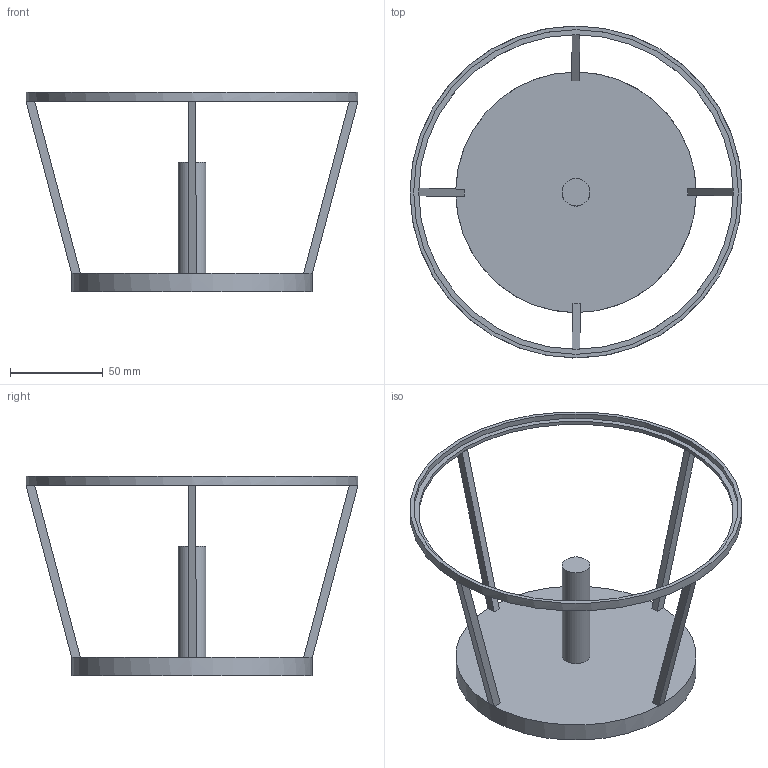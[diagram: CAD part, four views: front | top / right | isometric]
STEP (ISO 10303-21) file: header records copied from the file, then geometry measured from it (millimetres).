
FILE_DESCRIPTION(/* description */ ('','CAx-IF Rec.Pracs.---Representation and Presentation of Product Manufacturing Information (PMI)---4.0---2014-10-13'),/* implementation_level */ '2;1');
FILE_NAME(/* name */ 'base_and_support v3.step',/* time_stamp */ '2025-03-03T00:51:02+13:00',/* author */ (''),/* organization */ (''),/* preprocessor_version */ 'ST-DEVELOPER v20',/* originating_system */ 'Autodesk Translation Framework v13.20.0.188',/* authorisation */ '');
FILE_SCHEMA (('AP242_MANAGED_MODEL_BASED_3D_ENGINEERING_MIM_LF { 1 0 10303 442 1 1 4 }'));
Length unit declared in the file: millimetre
Products named in the file (2): base_and_support; Base and Support
Assembly tree (1 placements, depth 2):
  base_and_support
    Base and Support
Bounding box: 179.4 x 179.4 x 108 mm (x, y, z)
Volume: 158824.5 mm3; surface area: 50731.9 mm2
Topology: 1 solids, 1 shells, 50 faces, 142 edges, 89 vertices
Faces by surface type: plane 45, cylinder 5
Full cylindrical faces by diameter (mm): 15 x1, 130 x1, 170 x1, 175.4 x1, 179.4 x1
Entity records: 1684 total; most frequent: CARTESIAN_POINT 293, DIRECTION 287, ORIENTED_EDGE 284, EDGE_CURVE 142, LINE 97, VECTOR 97, AXIS2_PLACEMENT_3D 95, VERTEX_POINT 89
